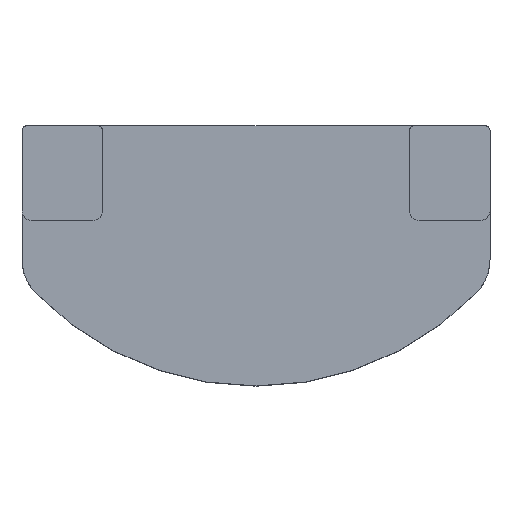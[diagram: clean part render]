
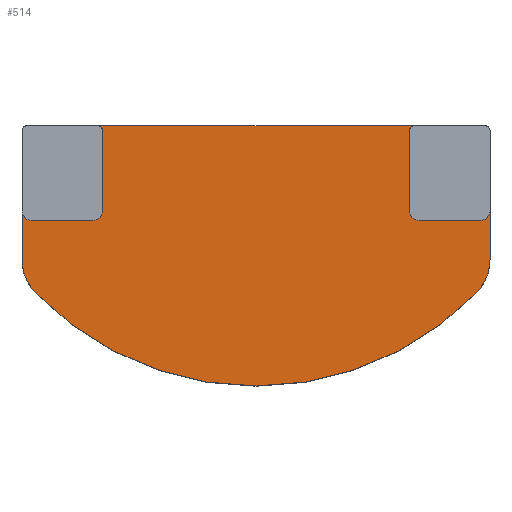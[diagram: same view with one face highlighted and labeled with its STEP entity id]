
A CAD part, top view. The second image highlights one B-rep face of the part: STEP entity #514.
In plain terms, the highlighted planar face has unit normal (0, 0, 1).
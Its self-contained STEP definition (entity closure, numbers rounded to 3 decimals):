
#22=PLANE('',#562);
#38=FACE_OUTER_BOUND('',#68,.T.);
#68=EDGE_LOOP('',(#354,#355,#356,#357,#358,#359,#360,#361,#362,#363,#364,
#365,#366,#367,#368,#369));
#106=LINE('',#805,#149);
#107=LINE('',#809,#150);
#108=LINE('',#813,#151);
#109=LINE('',#817,#152);
#110=LINE('',#821,#153);
#111=LINE('',#825,#154);
#112=LINE('',#829,#155);
#149=VECTOR('',#637,10.);
#150=VECTOR('',#640,10.);
#151=VECTOR('',#643,10.);
#152=VECTOR('',#646,10.);
#153=VECTOR('',#649,10.);
#154=VECTOR('',#652,10.);
#155=VECTOR('',#655,10.);
#190=CIRCLE('',#558,5.);
#191=CIRCLE('',#560,32.5);
#193=CIRCLE('',#563,1.);
#194=CIRCLE('',#564,1.);
#195=CIRCLE('',#565,0.5);
#196=CIRCLE('',#566,0.5);
#197=CIRCLE('',#567,1.);
#198=CIRCLE('',#568,1.);
#199=CIRCLE('',#569,5.);
#223=VERTEX_POINT('',#792);
#224=VERTEX_POINT('',#794);
#225=VERTEX_POINT('',#798);
#227=VERTEX_POINT('',#804);
#228=VERTEX_POINT('',#806);
#229=VERTEX_POINT('',#808);
#230=VERTEX_POINT('',#810);
#231=VERTEX_POINT('',#812);
#232=VERTEX_POINT('',#814);
#233=VERTEX_POINT('',#816);
#234=VERTEX_POINT('',#818);
#235=VERTEX_POINT('',#820);
#236=VERTEX_POINT('',#822);
#237=VERTEX_POINT('',#824);
#238=VERTEX_POINT('',#826);
#239=VERTEX_POINT('',#828);
#273=EDGE_CURVE('',#223,#224,#190,.T.);
#275=EDGE_CURVE('',#225,#224,#191,.T.);
#278=EDGE_CURVE('',#227,#223,#106,.T.);
#279=EDGE_CURVE('',#228,#227,#193,.F.);
#280=EDGE_CURVE('',#229,#228,#107,.T.);
#281=EDGE_CURVE('',#230,#229,#194,.F.);
#282=EDGE_CURVE('',#230,#231,#108,.T.);
#283=EDGE_CURVE('',#232,#231,#195,.F.);
#284=EDGE_CURVE('',#233,#232,#109,.T.);
#285=EDGE_CURVE('',#234,#233,#196,.F.);
#286=EDGE_CURVE('',#235,#234,#110,.T.);
#287=EDGE_CURVE('',#236,#235,#197,.F.);
#288=EDGE_CURVE('',#237,#236,#111,.T.);
#289=EDGE_CURVE('',#238,#237,#198,.F.);
#290=EDGE_CURVE('',#239,#238,#112,.T.);
#291=EDGE_CURVE('',#225,#239,#199,.T.);
#354=ORIENTED_EDGE('',*,*,#273,.F.);
#355=ORIENTED_EDGE('',*,*,#278,.F.);
#356=ORIENTED_EDGE('',*,*,#279,.F.);
#357=ORIENTED_EDGE('',*,*,#280,.F.);
#358=ORIENTED_EDGE('',*,*,#281,.F.);
#359=ORIENTED_EDGE('',*,*,#282,.T.);
#360=ORIENTED_EDGE('',*,*,#283,.F.);
#361=ORIENTED_EDGE('',*,*,#284,.F.);
#362=ORIENTED_EDGE('',*,*,#285,.F.);
#363=ORIENTED_EDGE('',*,*,#286,.F.);
#364=ORIENTED_EDGE('',*,*,#287,.F.);
#365=ORIENTED_EDGE('',*,*,#288,.F.);
#366=ORIENTED_EDGE('',*,*,#289,.F.);
#367=ORIENTED_EDGE('',*,*,#290,.F.);
#368=ORIENTED_EDGE('',*,*,#291,.F.);
#369=ORIENTED_EDGE('',*,*,#275,.T.);
#514=ADVANCED_FACE('',(#38),#22,.T.);
#558=AXIS2_PLACEMENT_3D('',#795,#625,#626);
#560=AXIS2_PLACEMENT_3D('',#799,#630,#631);
#562=AXIS2_PLACEMENT_3D('',#803,#635,#636);
#563=AXIS2_PLACEMENT_3D('',#807,#638,#639);
#564=AXIS2_PLACEMENT_3D('',#811,#641,#642);
#565=AXIS2_PLACEMENT_3D('',#815,#644,#645);
#566=AXIS2_PLACEMENT_3D('',#819,#647,#648);
#567=AXIS2_PLACEMENT_3D('',#823,#650,#651);
#568=AXIS2_PLACEMENT_3D('',#827,#653,#654);
#569=AXIS2_PLACEMENT_3D('',#830,#656,#657);
#625=DIRECTION('center_axis',(0.,0.,-1.));
#626=DIRECTION('ref_axis',(0.927,-0.375,0.));
#630=DIRECTION('center_axis',(0.,0.,1.));
#631=DIRECTION('ref_axis',(1.,0.,0.));
#635=DIRECTION('center_axis',(0.,0.,1.));
#636=DIRECTION('ref_axis',(1.,0.,0.));
#637=DIRECTION('',(0.,-1.,0.));
#638=DIRECTION('center_axis',(0.,0.,-1.));
#639=DIRECTION('ref_axis',(0.707,-0.707,0.));
#640=DIRECTION('',(1.,0.,0.));
#641=DIRECTION('center_axis',(0.,0.,-1.));
#642=DIRECTION('ref_axis',(-0.707,-0.707,0.));
#643=DIRECTION('',(0.,1.,0.));
#644=DIRECTION('center_axis',(0.,0.,-1.));
#645=DIRECTION('ref_axis',(-0.707,0.707,0.));
#646=DIRECTION('',(1.,0.,0.));
#647=DIRECTION('center_axis',(0.,0.,-1.));
#648=DIRECTION('ref_axis',(0.707,0.707,0.));
#649=DIRECTION('',(0.,1.,0.));
#650=DIRECTION('center_axis',(0.,0.,-1.));
#651=DIRECTION('ref_axis',(0.707,-0.707,0.));
#652=DIRECTION('',(1.,0.,0.));
#653=DIRECTION('center_axis',(0.,0.,-1.));
#654=DIRECTION('ref_axis',(-0.707,-0.707,0.));
#655=DIRECTION('',(0.,1.,0.));
#656=DIRECTION('center_axis',(0.,0.,-1.));
#657=DIRECTION('ref_axis',(-0.927,-0.375,0.));
#792=CARTESIAN_POINT('',(24.75,35.864,0.));
#794=CARTESIAN_POINT('',(23.341,32.385,0.));
#795=CARTESIAN_POINT('Origin',(19.75,35.864,0.));
#798=CARTESIAN_POINT('',(-23.341,32.385,0.));
#799=CARTESIAN_POINT('Origin',(0.,55.,0.));
#803=CARTESIAN_POINT('Origin',(-16.25,0.,0.));
#804=CARTESIAN_POINT('',(24.75,41.,0.));
#805=CARTESIAN_POINT('',(24.75,10.,0.));
#806=CARTESIAN_POINT('',(23.75,40.,0.));
#807=CARTESIAN_POINT('Origin',(23.75,41.,0.));
#808=CARTESIAN_POINT('',(17.25,40.,0.));
#809=CARTESIAN_POINT('',(-24.75,40.,0.));
#810=CARTESIAN_POINT('',(16.25,41.,0.));
#811=CARTESIAN_POINT('Origin',(17.25,41.,0.));
#812=CARTESIAN_POINT('',(16.25,49.5,0.));
#813=CARTESIAN_POINT('',(16.25,0.,0.));
#814=CARTESIAN_POINT('',(16.75,50.,0.));
#815=CARTESIAN_POINT('Origin',(16.75,49.5,0.));
#816=CARTESIAN_POINT('',(-16.75,50.,0.));
#817=CARTESIAN_POINT('',(-16.25,50.,0.));
#818=CARTESIAN_POINT('',(-16.25,49.5,0.));
#819=CARTESIAN_POINT('Origin',(-16.75,49.5,0.));
#820=CARTESIAN_POINT('',(-16.25,41.,0.));
#821=CARTESIAN_POINT('',(-16.25,0.,0.));
#822=CARTESIAN_POINT('',(-17.25,40.,0.));
#823=CARTESIAN_POINT('Origin',(-17.25,41.,0.));
#824=CARTESIAN_POINT('',(-23.75,40.,0.));
#825=CARTESIAN_POINT('',(-24.75,40.,0.));
#826=CARTESIAN_POINT('',(-24.75,41.,0.));
#827=CARTESIAN_POINT('Origin',(-23.75,41.,0.));
#828=CARTESIAN_POINT('',(-24.75,35.864,0.));
#829=CARTESIAN_POINT('',(-24.75,10.,0.));
#830=CARTESIAN_POINT('Origin',(-19.75,35.864,0.));
